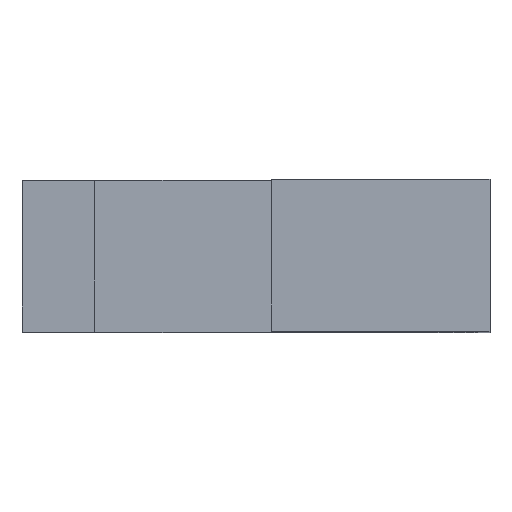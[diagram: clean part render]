
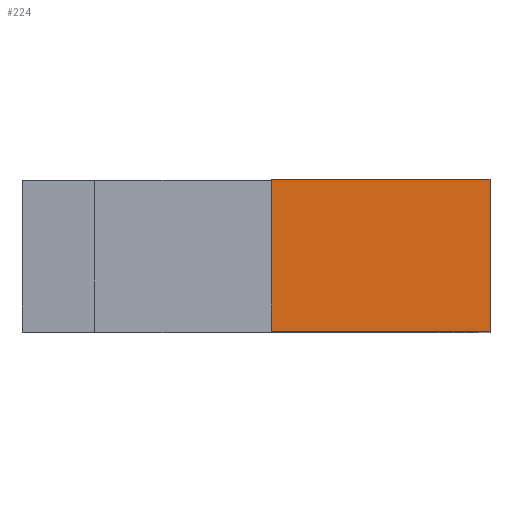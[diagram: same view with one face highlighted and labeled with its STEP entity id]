
A CAD part, top view. The second image highlights one B-rep face of the part: STEP entity #224.
In plain terms, the highlighted planar face has unit normal (0, 0, 1).
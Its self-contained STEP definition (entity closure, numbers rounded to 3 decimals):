
#224 = ADVANCED_FACE( '', ( #469 ), #470, .T. );
#469 = FACE_OUTER_BOUND( '', #1259, .T. );
#470 = PLANE( '', #1260 );
#1259 = EDGE_LOOP( '', ( #2363, #2364, #2365, #2366 ) );
#1260 = AXIS2_PLACEMENT_3D( '', #2367, #2368, #2369 );
#2363 = ORIENTED_EDGE( '', *, *, #2831, .F. );
#2364 = ORIENTED_EDGE( '', *, *, #2662, .F. );
#2365 = ORIENTED_EDGE( '', *, *, #2861, .T. );
#2366 = ORIENTED_EDGE( '', *, *, #2862, .T. );
#2367 = CARTESIAN_POINT( '', ( 0.25, -2.5, 23.7 ) );
#2368 = DIRECTION( '', ( 0., 0., 1. ) );
#2369 = DIRECTION( '', ( 1., 0., 0. ) );
#2662 = EDGE_CURVE( '', #3001, #2993, #3003, .T. );
#2831 = EDGE_CURVE( '', #2993, #3255, #3256, .T. );
#2861 = EDGE_CURVE( '', #3001, #3293, #3294, .T. );
#2862 = EDGE_CURVE( '', #3293, #3255, #3295, .T. );
#2993 = VERTEX_POINT( '', #3568 );
#3001 = VERTEX_POINT( '', #3580 );
#3003 = LINE( '', #3583, #3584 );
#3255 = VERTEX_POINT( '', #4312 );
#3256 = LINE( '', #4313, #4314 );
#3293 = VERTEX_POINT( '', #4373 );
#3294 = LINE( '', #4374, #4375 );
#3295 = LINE( '', #4376, #4377 );
#3568 = CARTESIAN_POINT( '', ( 0.25, 2.5, 23.7 ) );
#3580 = CARTESIAN_POINT( '', ( 0.25, -2.5, 23.7 ) );
#3583 = CARTESIAN_POINT( '', ( 0.25, -2.5, 23.7 ) );
#3584 = VECTOR( '', #4500, 1000. );
#4312 = CARTESIAN_POINT( '', ( 7.45, 2.5, 23.7 ) );
#4313 = CARTESIAN_POINT( '', ( 0.25, 2.5, 23.7 ) );
#4314 = VECTOR( '', #4632, 1000. );
#4373 = CARTESIAN_POINT( '', ( 7.45, -2.5, 23.7 ) );
#4374 = CARTESIAN_POINT( '', ( 0.25, -2.5, 23.7 ) );
#4375 = VECTOR( '', #4652, 1000. );
#4376 = CARTESIAN_POINT( '', ( 7.45, -2.5, 23.7 ) );
#4377 = VECTOR( '', #4653, 1000. );
#4500 = DIRECTION( '', ( 0., 1., 0. ) );
#4632 = DIRECTION( '', ( 1., 0., 0. ) );
#4652 = DIRECTION( '', ( 1., 0., 0. ) );
#4653 = DIRECTION( '', ( 0., 1., 0. ) );
